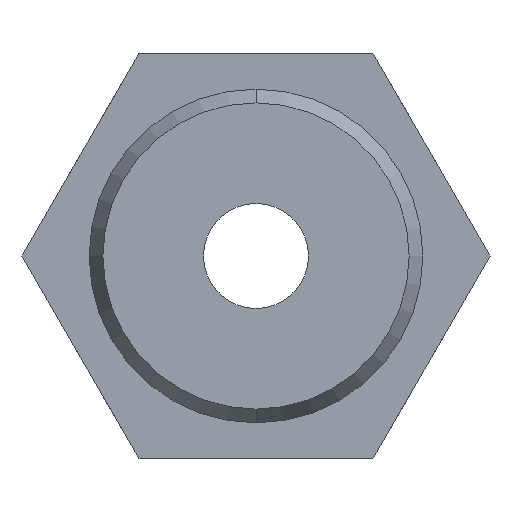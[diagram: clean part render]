
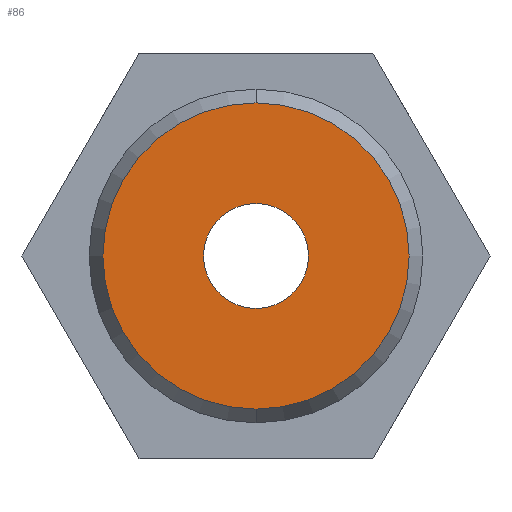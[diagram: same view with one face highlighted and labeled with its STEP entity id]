
A CAD part, front view. The second image highlights one B-rep face of the part: STEP entity #86.
In plain terms, the highlighted planar face has unit normal (0, -1, 0).
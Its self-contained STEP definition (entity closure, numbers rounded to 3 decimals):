
#86=ADVANCED_FACE('',(#181,#182),#183,.F.);
#181=FACE_BOUND('',#282,.T.);
#182=FACE_OUTER_BOUND('',#283,.T.);
#183=PLANE('',#284);
#282=EDGE_LOOP('',(#469,#470));
#283=EDGE_LOOP('',(#471,#472));
#284=AXIS2_PLACEMENT_3D('',#473,#474,#475);
#469=ORIENTED_EDGE('',*,*,#649,.F.);
#470=ORIENTED_EDGE('',*,*,#599,.F.);
#471=ORIENTED_EDGE('',*,*,#646,.T.);
#472=ORIENTED_EDGE('',*,*,#602,.T.);
#473=CARTESIAN_POINT('',(-2.2,0.0,0.));
#474=DIRECTION('',(0.,1.0,0.));
#475=DIRECTION('',(0.,0.,1.0));
#599=EDGE_CURVE('',#708,#710,#711,.T.);
#602=EDGE_CURVE('',#714,#715,#716,.T.);
#646=EDGE_CURVE('',#715,#714,#778,.T.);
#649=EDGE_CURVE('',#710,#708,#781,.T.);
#708=VERTEX_POINT('',#850);
#710=VERTEX_POINT('',#853);
#711=CIRCLE('',#854,2.2);
#714=VERTEX_POINT('',#858);
#715=VERTEX_POINT('',#859);
#716=CIRCLE('',#860,6.423);
#778=CIRCLE('',#976,6.423);
#781=CIRCLE('',#979,2.2);
#850=CARTESIAN_POINT('',(0.,0.,2.2));
#853=CARTESIAN_POINT('',(0.,0.,-2.2));
#854=AXIS2_PLACEMENT_3D('',#1033,#1034,#1035);
#858=CARTESIAN_POINT('',(0.,0.,-6.423));
#859=CARTESIAN_POINT('',(0.,0.,6.423));
#860=AXIS2_PLACEMENT_3D('',#1037,#1038,#1039);
#976=AXIS2_PLACEMENT_3D('',#1078,#1079,#1080);
#979=AXIS2_PLACEMENT_3D('',#1084,#1085,#1086);
#1033=CARTESIAN_POINT('',(0.0,0.0,0.0));
#1034=DIRECTION('',(0.,-1.0,0.));
#1035=DIRECTION('',(0.,0.,-1.0));
#1037=CARTESIAN_POINT('',(0.0,0.0,0.0));
#1038=DIRECTION('',(0.,-1.0,0.));
#1039=DIRECTION('',(0.,0.,-1.0));
#1078=CARTESIAN_POINT('',(0.0,0.0,0.0));
#1079=DIRECTION('',(0.,-1.0,0.));
#1080=DIRECTION('',(0.,0.,-1.0));
#1084=CARTESIAN_POINT('',(0.0,0.0,0.0));
#1085=DIRECTION('',(0.,-1.0,0.));
#1086=DIRECTION('',(0.,0.,-1.0));
